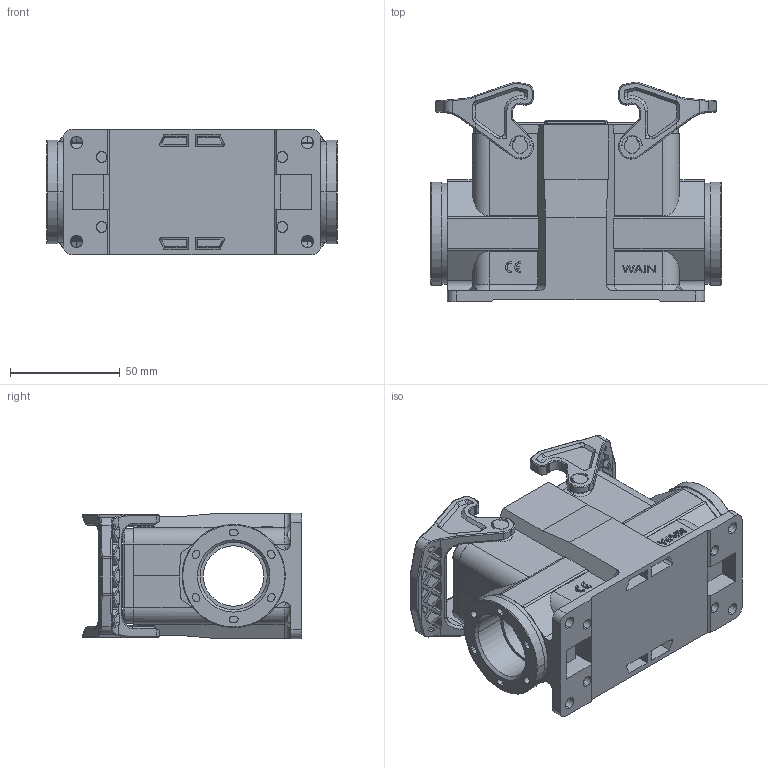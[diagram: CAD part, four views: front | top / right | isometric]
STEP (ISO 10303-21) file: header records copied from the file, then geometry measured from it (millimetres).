
FILE_DESCRIPTION((''),'2;1');
FILE_NAME('234_SW0001','2024-01-17T',('yp.zhu'),(''),'PRO/ENGINEER BY PARAMETRIC TECHNOLOGY CORPORATION, 2012480','PRO/ENGINEER BY PARAMETRIC TECHNOLOGY CORPORATION, 2012480','');
FILE_SCHEMA(('CONFIG_CONTROL_DESIGN'));
Products named in the file (1): 234_SW0001
Bounding box: 132 x 99.91 x 57 mm (x, y, z)
Volume: 189225.5 mm3; surface area: 97141.3 mm2
Topology: 3 solids, 3 shells, 1633 faces, 4696 edges, 3079 vertices
Faces by surface type: cylinder 662, plane 649, bspline 144, cone 76, torus 72, extrusion 30
Entity records: 87293 total; most frequent: CARTESIAN_POINT 47021, ORIENTED_EDGE 9376, DIRECTION 7040, EDGE_CURVE 4688, VERTEX_POINT 3079, AXIS2_PLACEMENT_3D 2373, VECTOR 2294, LINE 2264
